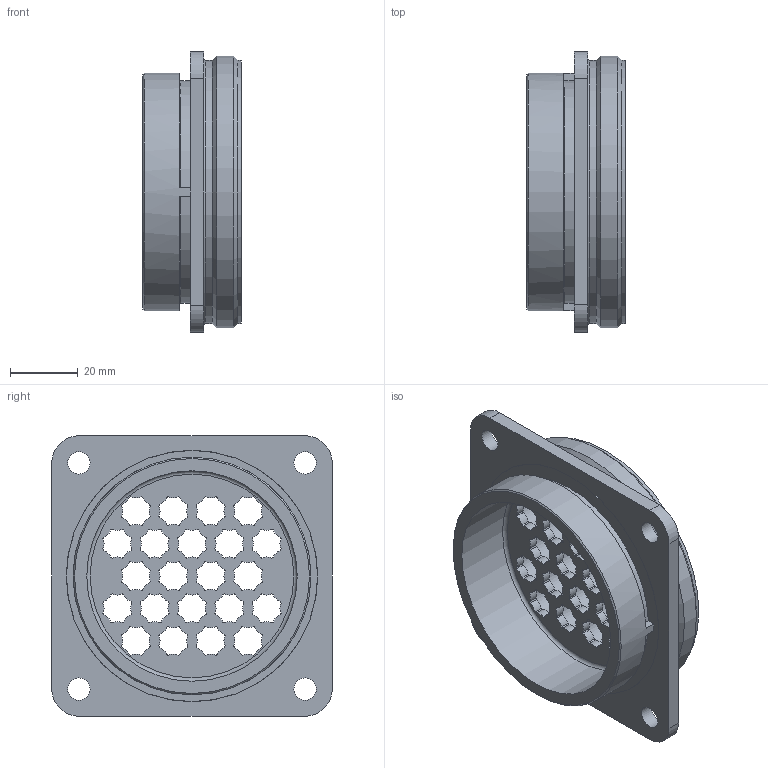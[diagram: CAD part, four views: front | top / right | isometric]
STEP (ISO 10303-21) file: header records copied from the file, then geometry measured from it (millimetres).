
FILE_DESCRIPTION(/* description */ ('STEP AP214'),/* implementation_level */ '2;1');
FILE_NAME(/* name */ '152511_KDVF6-22',/* time_stamp */ '2024-08-29T16:24:38+02:00',/* author */ ('License CC BY-ND 4.0'),/* organization */ ('CADENAS'),/* preprocessor_version */ 'ST-DEVELOPER v19.3',/* originating_system */ 'PARTsolutions',/* authorisation */ ' ');
FILE_SCHEMA (('AUTOMOTIVE_DESIGN {1 0 10303 214 3 1 1}'));
Length unit declared in the file: millimetre
Products named in the file (1): 152511 KDVF6-22
Bounding box: 29 x 82.6 x 82.6 mm (x, y, z)
Volume: 50349.5 mm3; surface area: 37179.4 mm2
Topology: 1 solids, 1 shells, 458 faces, 1279 edges, 856 vertices
Faces by surface type: cylinder 397, plane 46, torus 8, cone 7
Full cylindrical faces by diameter (mm): 6.6 x4, 10.05 x22, 62 x1, 67.4 x1, 69 x1, 69.9 x1, 70 x1, 74 x1, 74.1 x1, 74.2 x1, 77.5 x2, 80 x1
Entity records: 14880 total; most frequent: DIRECTION 2928, CARTESIAN_POINT 2512, ORIENTED_EDGE 2408, AXIS2_PLACEMENT_3D 1271, EDGE_CURVE 1204, VERTEX_POINT 831, CIRCLE 812, EDGE_LOOP 593
